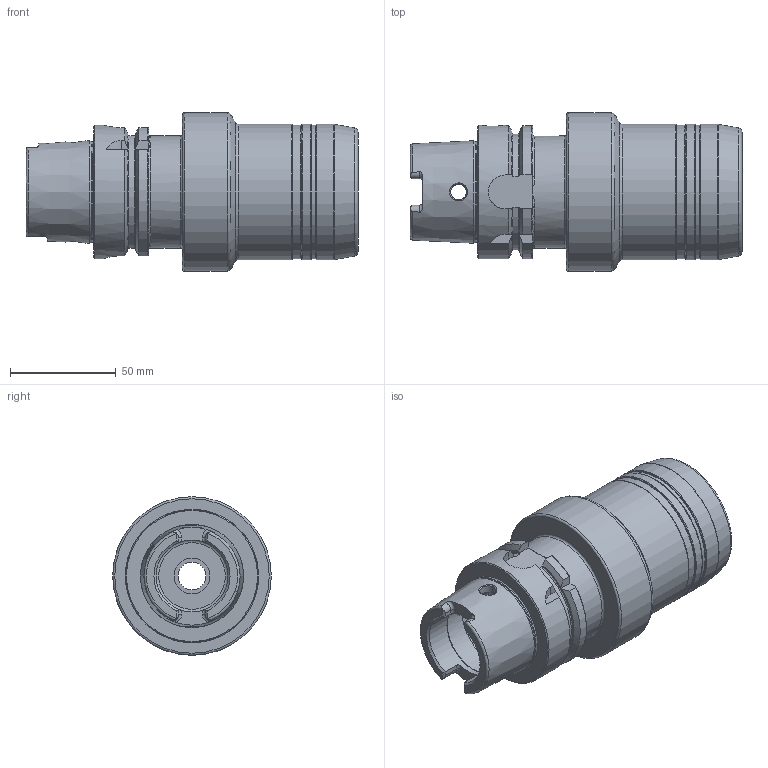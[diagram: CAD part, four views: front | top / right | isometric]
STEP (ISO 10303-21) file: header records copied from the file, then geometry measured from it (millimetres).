
FILE_DESCRIPTION(/* description */ (''),/* implementation_level */ '2;1');
FILE_NAME(/* name */ 'WQ118HCR.stp',/* time_stamp */ '2021-02-24T15:42:40+09:00',/* author */ ('eos'),/* organization */ (''),/* preprocessor_version */ 'ST-DEVELOPER v18.1',/* originating_system */ 'Autodesk Inventor 2020',/* authorisation */ '');
FILE_SCHEMA (('AUTOMOTIVE_DESIGN { 1 0 10303 214 3 1 1 }'));
Length unit declared in the file: millimetre
Products named in the file (1): HSK63A
Bounding box: 157 x 75 x 75 mm (x, y, z)
Volume: 354683.1 mm3; surface area: 53278.7 mm2
Topology: 1 solids, 1 shells, 142 faces, 442 edges, 302 vertices
Faces by surface type: plane 43, cylinder 38, torus 37, cone 18, bspline 6
Full cylindrical faces by diameter (mm): 7.5 x2, 10 x1, 13.2 x1, 16.917 x1, 19 x1, 32 x1, 34 x2, 40 x1, 48.041 x1, 53 x1, 63 x3, 64 x3, 75 x1
Entity records: 5954 total; most frequent: CARTESIAN_POINT 1905, ORIENTED_EDGE 880, DIRECTION 873, EDGE_CURVE 440, AXIS2_PLACEMENT_3D 376, VERTEX_POINT 304, CIRCLE 235, EDGE_LOOP 152
